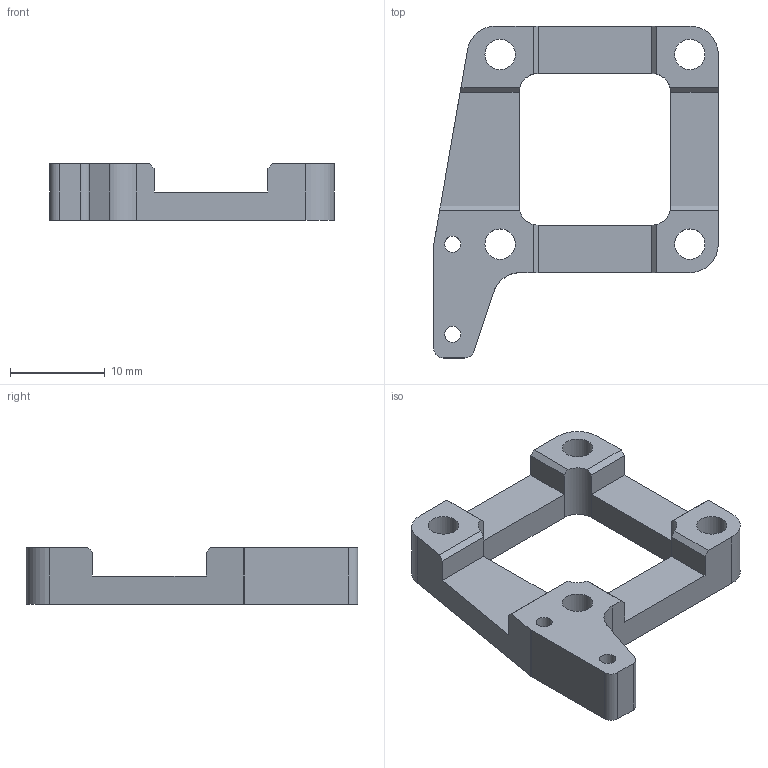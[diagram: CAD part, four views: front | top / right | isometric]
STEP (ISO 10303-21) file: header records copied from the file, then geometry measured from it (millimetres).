
FILE_DESCRIPTION(/* description */ (''),/* implementation_level */ '2;1');
FILE_NAME(/* name */ 'Y+_limit_switch_support v1.step',/* time_stamp */ '2023-01-03T15:39:11+01:00',/* author */ (''),/* organization */ (''),/* preprocessor_version */ 'ST-DEVELOPER v19.2',/* originating_system */ 'Autodesk Translation Framework v11.17.0.187',/* authorisation */ '');
FILE_SCHEMA (('AUTOMOTIVE_DESIGN { 1 0 10303 214 3 1 1 }'));
Length unit declared in the file: millimetre
Products named in the file (1): Y+_limit_switch_support
Bounding box: 30 x 35 x 6 mm (x, y, z)
Volume: 2130.9 mm3; surface area: 2193.3 mm2
Topology: 1 solids, 1 shells, 53 faces, 148 edges, 96 vertices
Faces by surface type: plane 36, cylinder 17
Full cylindrical faces by diameter (mm): 1.7 x2, 3.2 x4
Entity records: 1761 total; most frequent: DIRECTION 298, CARTESIAN_POINT 298, ORIENTED_EDGE 296, EDGE_CURVE 148, LINE 106, VECTOR 106, VERTEX_POINT 96, AXIS2_PLACEMENT_3D 96
